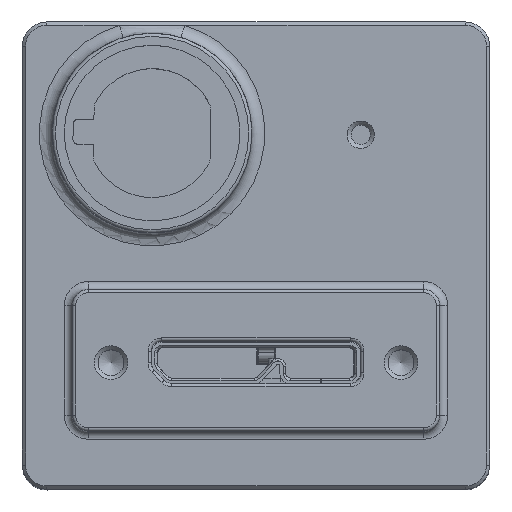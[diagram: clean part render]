
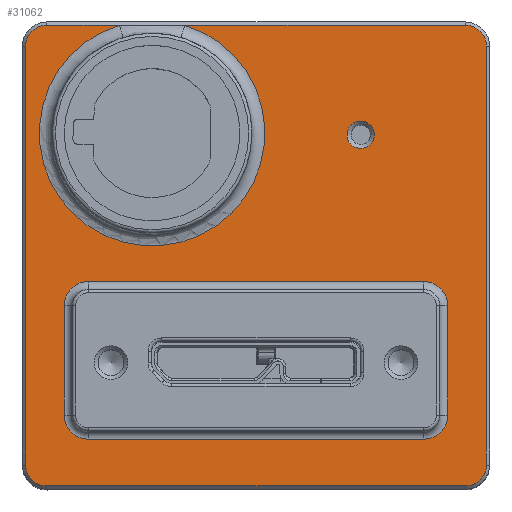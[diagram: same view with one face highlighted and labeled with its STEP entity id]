
A CAD part, top view. The second image highlights one B-rep face of the part: STEP entity #31062.
In plain terms, the highlighted planar face has unit normal (0, 0, 1).
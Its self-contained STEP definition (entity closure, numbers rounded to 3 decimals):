
#639=FACE_BOUND('',#4427,.T.);
#640=FACE_BOUND('',#4428,.T.);
#1181=PLANE('',#33658);
#2644=FACE_OUTER_BOUND('',#4426,.T.);
#4426=EDGE_LOOP('',(#25050,#25051,#25052,#25053,#25054,#25055,#25056,#25057,
#25058,#25059));
#4427=EDGE_LOOP('',(#25060));
#4428=EDGE_LOOP('',(#25061,#25062,#25063,#25064,#25065,#25066,#25067,#25068));
#6597=LINE('',#54556,#9610);
#6600=LINE('',#54563,#9613);
#6601=LINE('',#54580,#9614);
#6604=LINE('',#54587,#9617);
#6645=LINE('',#54830,#9658);
#6650=LINE('',#54843,#9663);
#6652=LINE('',#54847,#9665);
#6655=LINE('',#54861,#9668);
#6656=LINE('',#54862,#9669);
#9610=VECTOR('',#39540,1000.);
#9613=VECTOR('',#39547,1000.);
#9614=VECTOR('',#39568,1000.);
#9617=VECTOR('',#39575,1000.);
#9658=VECTOR('',#39796,1000.);
#9663=VECTOR('',#39811,1000.);
#9665=VECTOR('',#39815,1000.);
#9668=VECTOR('',#39832,1000.);
#9669=VECTOR('',#39833,1000.);
#11643=CIRCLE('',#32694,7.);
#11650=CIRCLE('',#32705,0.85);
#12063=CIRCLE('',#33529,1.5);
#12067=CIRCLE('',#33536,1.5);
#12071=CIRCLE('',#33541,1.5);
#12075=CIRCLE('',#33548,1.5);
#12129=CIRCLE('',#33637,1.3);
#12130=CIRCLE('',#33639,1.3);
#12132=CIRCLE('',#33644,1.3);
#12133=CIRCLE('',#33646,1.3);
#13374=VERTEX_POINT('',#48526);
#13375=VERTEX_POINT('',#48528);
#13380=VERTEX_POINT('',#48546);
#14200=VERTEX_POINT('',#54544);
#14203=VERTEX_POINT('',#54549);
#14205=VERTEX_POINT('',#54554);
#14206=VERTEX_POINT('',#54559);
#14209=VERTEX_POINT('',#54566);
#14210=VERTEX_POINT('',#54571);
#14213=VERTEX_POINT('',#54578);
#14214=VERTEX_POINT('',#54583);
#14277=VERTEX_POINT('',#54827);
#14278=VERTEX_POINT('',#54829);
#14279=VERTEX_POINT('',#54833);
#14280=VERTEX_POINT('',#54837);
#14281=VERTEX_POINT('',#54841);
#14282=VERTEX_POINT('',#54845);
#14283=VERTEX_POINT('',#54849);
#14286=VERTEX_POINT('',#54856);
#16774=EDGE_CURVE('',#13375,#13374,#11643,.T.);
#16784=EDGE_CURVE('',#13380,#13380,#11650,.T.);
#18018=EDGE_CURVE('',#14200,#14203,#12063,.T.);
#18020=EDGE_CURVE('',#14203,#14205,#6597,.T.);
#18024=EDGE_CURVE('',#14206,#14200,#6600,.T.);
#18026=EDGE_CURVE('',#14205,#14209,#12067,.T.);
#18030=EDGE_CURVE('',#14210,#14206,#12071,.T.);
#18032=EDGE_CURVE('',#14209,#14213,#6601,.T.);
#18036=EDGE_CURVE('',#14214,#14210,#6604,.T.);
#18038=EDGE_CURVE('',#14213,#14214,#12075,.T.);
#18133=EDGE_CURVE('',#14278,#14277,#6645,.T.);
#18136=EDGE_CURVE('',#14279,#14278,#12129,.T.);
#18138=EDGE_CURVE('',#14277,#14280,#12130,.T.);
#18140=EDGE_CURVE('',#14281,#14279,#6650,.T.);
#18142=EDGE_CURVE('',#14280,#14282,#6652,.T.);
#18145=EDGE_CURVE('',#14283,#14281,#12132,.T.);
#18147=EDGE_CURVE('',#14282,#14286,#12133,.T.);
#18149=EDGE_CURVE('',#13374,#14283,#6655,.T.);
#18150=EDGE_CURVE('',#14286,#13375,#6656,.T.);
#25050=ORIENTED_EDGE('',*,*,#18150,.T.);
#25051=ORIENTED_EDGE('',*,*,#16774,.T.);
#25052=ORIENTED_EDGE('',*,*,#18149,.T.);
#25053=ORIENTED_EDGE('',*,*,#18145,.T.);
#25054=ORIENTED_EDGE('',*,*,#18140,.T.);
#25055=ORIENTED_EDGE('',*,*,#18136,.T.);
#25056=ORIENTED_EDGE('',*,*,#18133,.T.);
#25057=ORIENTED_EDGE('',*,*,#18138,.T.);
#25058=ORIENTED_EDGE('',*,*,#18142,.T.);
#25059=ORIENTED_EDGE('',*,*,#18147,.T.);
#25060=ORIENTED_EDGE('',*,*,#16784,.T.);
#25061=ORIENTED_EDGE('',*,*,#18024,.T.);
#25062=ORIENTED_EDGE('',*,*,#18018,.T.);
#25063=ORIENTED_EDGE('',*,*,#18020,.T.);
#25064=ORIENTED_EDGE('',*,*,#18026,.T.);
#25065=ORIENTED_EDGE('',*,*,#18032,.T.);
#25066=ORIENTED_EDGE('',*,*,#18038,.T.);
#25067=ORIENTED_EDGE('',*,*,#18036,.T.);
#25068=ORIENTED_EDGE('',*,*,#18030,.T.);
#31062=ADVANCED_FACE('',(#2644,#639,#640),#1181,.T.);
#32694=AXIS2_PLACEMENT_3D('',#48529,#37274,#37275);
#32705=AXIS2_PLACEMENT_3D('',#48548,#37299,#37300);
#33529=AXIS2_PLACEMENT_3D('',#54551,#39534,#39535);
#33536=AXIS2_PLACEMENT_3D('',#54568,#39552,#39553);
#33541=AXIS2_PLACEMENT_3D('',#54575,#39562,#39563);
#33548=AXIS2_PLACEMENT_3D('',#54590,#39580,#39581);
#33637=AXIS2_PLACEMENT_3D('',#54835,#39801,#39802);
#33639=AXIS2_PLACEMENT_3D('',#54839,#39806,#39807);
#33644=AXIS2_PLACEMENT_3D('',#54853,#39821,#39822);
#33646=AXIS2_PLACEMENT_3D('',#54858,#39826,#39827);
#33658=AXIS2_PLACEMENT_3D('',#54881,#39861,#39862);
#37274=DIRECTION('center_axis',(0.,0.,-1.));
#37275=DIRECTION('ref_axis',(1.,0.,0.));
#37299=DIRECTION('center_axis',(0.,0.,-1.));
#37300=DIRECTION('ref_axis',(1.,0.,0.));
#39534=DIRECTION('center_axis',(0.,0.,-1.));
#39535=DIRECTION('ref_axis',(1.,0.,0.));
#39540=DIRECTION('',(0.,1.,0.));
#39547=DIRECTION('',(-1.,0.,0.));
#39552=DIRECTION('center_axis',(0.,0.,-1.));
#39553=DIRECTION('ref_axis',(1.,0.,0.));
#39562=DIRECTION('center_axis',(0.,0.,-1.));
#39563=DIRECTION('ref_axis',(1.,0.,0.));
#39568=DIRECTION('',(1.,0.,0.));
#39575=DIRECTION('',(0.,-1.,0.));
#39580=DIRECTION('center_axis',(0.,0.,-1.));
#39581=DIRECTION('ref_axis',(1.,0.,0.));
#39796=DIRECTION('',(1.,0.,0.));
#39801=DIRECTION('center_axis',(0.,0.,1.));
#39802=DIRECTION('ref_axis',(1.,0.,0.));
#39806=DIRECTION('center_axis',(0.,0.,1.));
#39807=DIRECTION('ref_axis',(1.,0.,0.));
#39811=DIRECTION('',(0.,-1.,0.));
#39815=DIRECTION('',(0.,1.,0.));
#39821=DIRECTION('center_axis',(0.,0.,1.));
#39822=DIRECTION('ref_axis',(1.,0.,0.));
#39826=DIRECTION('center_axis',(0.,0.,1.));
#39827=DIRECTION('ref_axis',(1.,0.,0.));
#39832=DIRECTION('',(-1.,0.,0.));
#39833=DIRECTION('',(-1.,0.,0.));
#39861=DIRECTION('center_axis',(0.,0.,1.));
#39862=DIRECTION('ref_axis',(1.,0.,0.));
#48526=CARTESIAN_POINT('',(-8.477,14.3,43.));
#48528=CARTESIAN_POINT('',(-4.423,14.3,43.));
#48529=CARTESIAN_POINT('Origin',(-6.45,7.6,43.));
#48546=CARTESIAN_POINT('',(5.65,7.5,43.));
#48548=CARTESIAN_POINT('Origin',(6.5,7.5,43.));
#54544=CARTESIAN_POINT('',(-10.4,-11.4,43.));
#54549=CARTESIAN_POINT('',(-11.9,-9.9,43.));
#54551=CARTESIAN_POINT('Origin',(-10.4,-9.9,43.));
#54554=CARTESIAN_POINT('',(-11.9,-3.1,43.));
#54556=CARTESIAN_POINT('',(-11.9,0.,43.));
#54559=CARTESIAN_POINT('',(10.4,-11.4,43.));
#54563=CARTESIAN_POINT('',(0.,-11.4,43.));
#54566=CARTESIAN_POINT('',(-10.4,-1.6,43.));
#54568=CARTESIAN_POINT('Origin',(-10.4,-3.1,43.));
#54571=CARTESIAN_POINT('',(11.9,-9.9,43.));
#54575=CARTESIAN_POINT('Origin',(10.4,-9.9,43.));
#54578=CARTESIAN_POINT('',(10.4,-1.6,43.));
#54580=CARTESIAN_POINT('',(0.,-1.6,43.));
#54583=CARTESIAN_POINT('',(11.9,-3.1,43.));
#54587=CARTESIAN_POINT('',(11.9,0.,43.));
#54590=CARTESIAN_POINT('Origin',(10.4,-3.1,43.));
#54827=CARTESIAN_POINT('',(13.,-14.3,43.));
#54829=CARTESIAN_POINT('',(-13.,-14.3,43.));
#54830=CARTESIAN_POINT('',(13.,-14.3,43.));
#54833=CARTESIAN_POINT('',(-14.3,-13.,43.));
#54835=CARTESIAN_POINT('Origin',(-13.,-13.,43.));
#54837=CARTESIAN_POINT('',(14.3,-13.,43.));
#54839=CARTESIAN_POINT('Origin',(13.,-13.,43.));
#54841=CARTESIAN_POINT('',(-14.3,13.,43.));
#54843=CARTESIAN_POINT('',(-14.3,-13.,43.));
#54845=CARTESIAN_POINT('',(14.3,13.,43.));
#54847=CARTESIAN_POINT('',(14.3,13.,43.));
#54849=CARTESIAN_POINT('',(-13.,14.3,43.));
#54853=CARTESIAN_POINT('Origin',(-13.,13.,43.));
#54856=CARTESIAN_POINT('',(13.,14.3,43.));
#54858=CARTESIAN_POINT('Origin',(13.,13.,43.));
#54861=CARTESIAN_POINT('',(-13.,14.3,43.));
#54862=CARTESIAN_POINT('',(-13.,14.3,43.));
#54881=CARTESIAN_POINT('Origin',(0.,0.,
43.));
